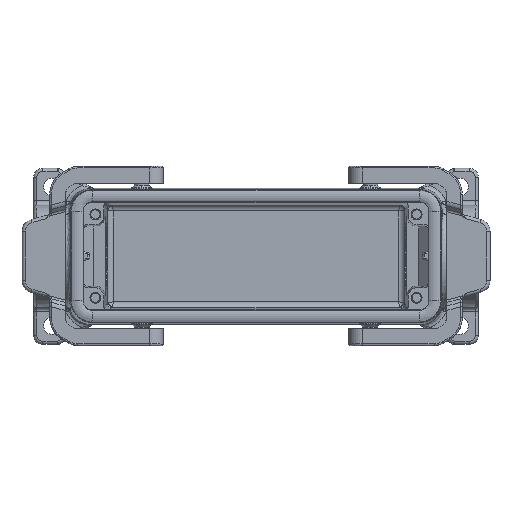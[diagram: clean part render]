
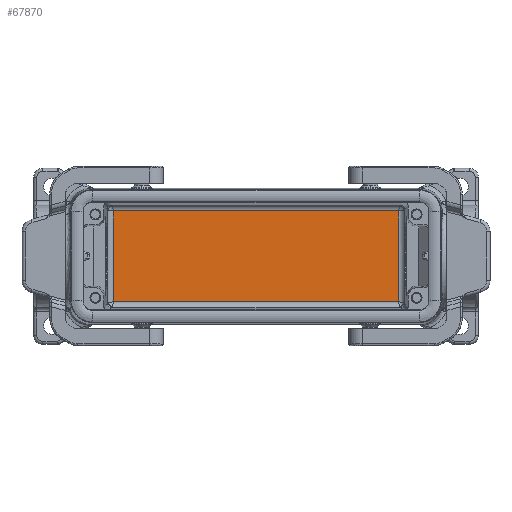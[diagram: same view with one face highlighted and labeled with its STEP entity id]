
A CAD part, top view. The second image highlights one B-rep face of the part: STEP entity #67870.
In plain terms, the highlighted planar face has unit normal (0, 0, 1).
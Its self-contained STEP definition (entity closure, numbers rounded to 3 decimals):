
#67480=CARTESIAN_POINT('',(0.,0.,4.));
#67490=DIRECTION('',(0.,-0.,1.));
#67500=DIRECTION('',(0.,1.,0.));
#67510=AXIS2_PLACEMENT_3D('',#67480,#67490,#67500);
#67520=PLANE('',#67510);
#67530=CARTESIAN_POINT('',(0.,46.202,4.));
#67540=DIRECTION('',(1.,0.,0.));
#67550=VECTOR('',#67540,1.);
#67560=LINE('',#67530,#67550);
#67570=CARTESIAN_POINT('',(-14.702,46.202,4.));
#67580=VERTEX_POINT('',#67570);
#67590=CARTESIAN_POINT('',(14.702,46.202,4.));
#67600=VERTEX_POINT('',#67590);
#67610=EDGE_CURVE('',#67580,#67600,#67560,.T.);
#67620=ORIENTED_EDGE('',*,*,#67610,.F.);
#67630=CARTESIAN_POINT('',(14.702,0.,4.));
#67640=DIRECTION('',(0.,-1.,0.));
#67650=VECTOR('',#67640,1.);
#67660=LINE('',#67630,#67650);
#67670=CARTESIAN_POINT('',(14.702,-46.202,4.));
#67680=VERTEX_POINT('',#67670);
#67690=EDGE_CURVE('',#67600,#67680,#67660,.T.);
#67700=ORIENTED_EDGE('',*,*,#67690,.F.);
#67710=CARTESIAN_POINT('',(0.,-46.202,4.));
#67720=DIRECTION('',(1.,0.,0.));
#67730=VECTOR('',#67720,1.);
#67740=LINE('',#67710,#67730);
#67750=CARTESIAN_POINT('',(-14.702,-46.202,4.));
#67760=VERTEX_POINT('',#67750);
#67770=EDGE_CURVE('',#67760,#67680,#67740,.T.);
#67780=ORIENTED_EDGE('',*,*,#67770,.T.);
#67790=CARTESIAN_POINT('',(-14.702,0.,4.));
#67800=DIRECTION('',(0.,1.,0.));
#67810=VECTOR('',#67800,1.);
#67820=LINE('',#67790,#67810);
#67830=EDGE_CURVE('',#67760,#67580,#67820,.T.);
#67840=ORIENTED_EDGE('',*,*,#67830,.F.);
#67850=EDGE_LOOP('',(#67840,#67780,#67700,#67620));
#67860=FACE_OUTER_BOUND('',#67850,.T.);
#67870=ADVANCED_FACE('',(#67860),#67520,.T.);
